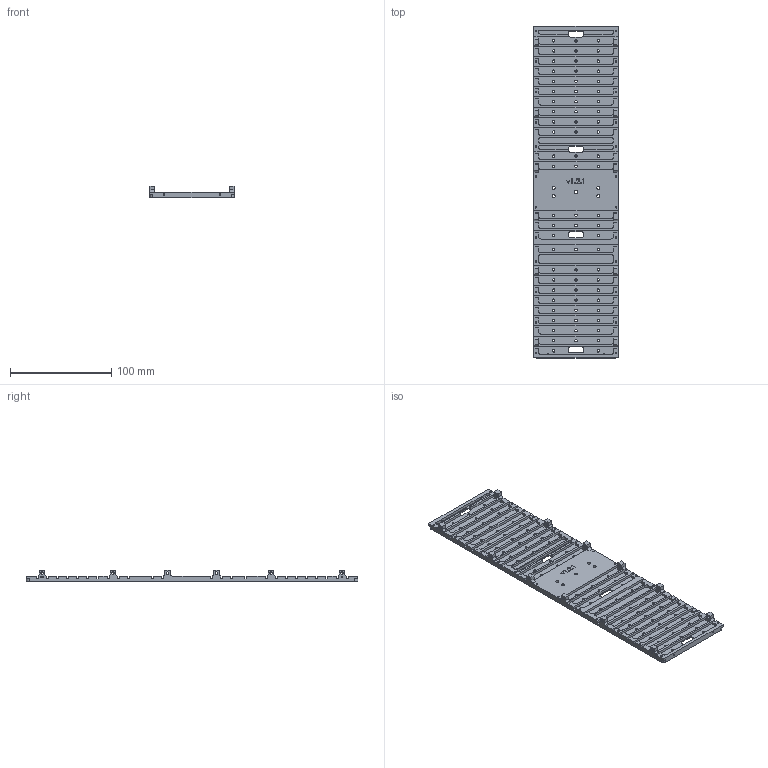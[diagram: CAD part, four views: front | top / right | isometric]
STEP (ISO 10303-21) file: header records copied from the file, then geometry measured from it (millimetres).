
FILE_DESCRIPTION (( 'STEP AP203' ), '1' );
FILE_NAME ('Y_3UFrame.STEP', '2021-07-07T06:36:54', ( '' ), ( '' ), 'SwSTEP 2.0', 'SolidWorks 2020', '' );
FILE_SCHEMA (( 'CONFIG_CONTROL_DESIGN' ));
Length unit declared in the file: millimetre
Products named in the file (1): Y_3UFrame
Bounding box: 83 x 327.5 x 11.5 mm (x, y, z)
Volume: 69855.1 mm3; surface area: 79539.3 mm2
Topology: 1 solids, 1 shells, 961 faces, 2775 edges, 1842 vertices
Faces by surface type: cylinder 470, plane 461, cone 16, bspline 14
Entity records: 33543 total; most frequent: CARTESIAN_POINT 6872, DIRECTION 5580, ORIENTED_EDGE 5550, EDGE_CURVE 2775, AXIS2_PLACEMENT_3D 1912, VERTEX_POINT 1842, VECTOR 1756, LINE 1756
